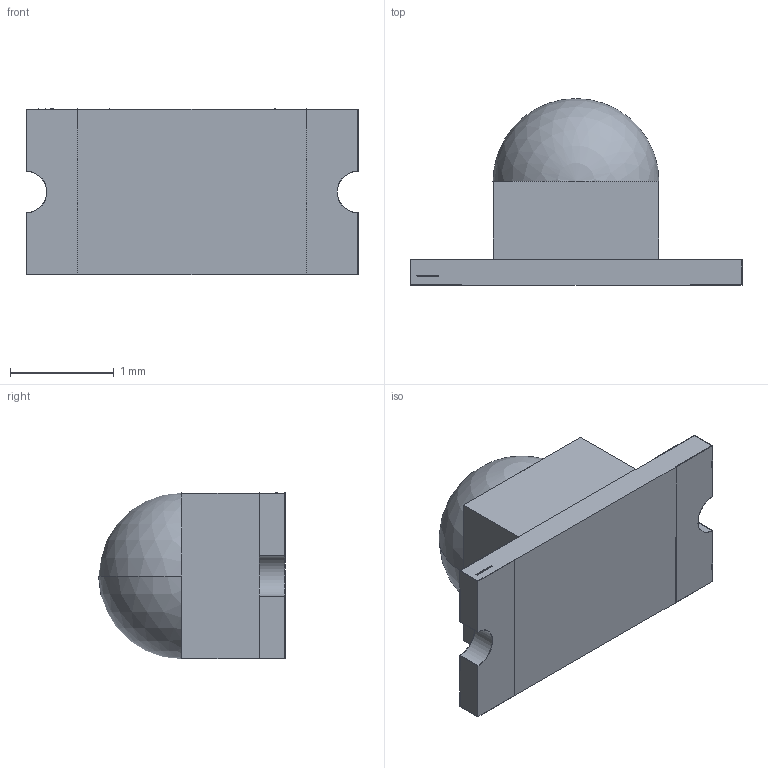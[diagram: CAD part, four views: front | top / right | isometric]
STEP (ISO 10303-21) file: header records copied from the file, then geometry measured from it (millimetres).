
FILE_DESCRIPTION (( 'STEP AP214' ), '1' );
FILE_NAME ('XZxxxx55W-7.STEP', '2015-09-11T17:02:38', ( '' ), ( '' ), 'SwSTEP 2.0', 'SolidWorks 2012', '' );
FILE_SCHEMA (( 'AUTOMOTIVE_DESIGN' ));
Length unit declared in the file: millimetre
Products named in the file (1): XZxxxx55W-7
Bounding box: 3.2 x 1.8 x 1.6 mm (x, y, z)
Volume: 4.2 mm3; surface area: 36 mm2
Topology: 7 solids, 7 shells, 303 faces, 821 edges, 547 vertices
Faces by surface type: plane 196, bspline 99, cylinder 6, sphere 2
Entity records: 17401 total; most frequent: CARTESIAN_POINT 7021, ORIENTED_EDGE 1634, DIRECTION 1051, EDGE_CURVE 817, LINE 597, VECTOR 597, VERTEX_POINT 545, EDGE_LOOP 324
